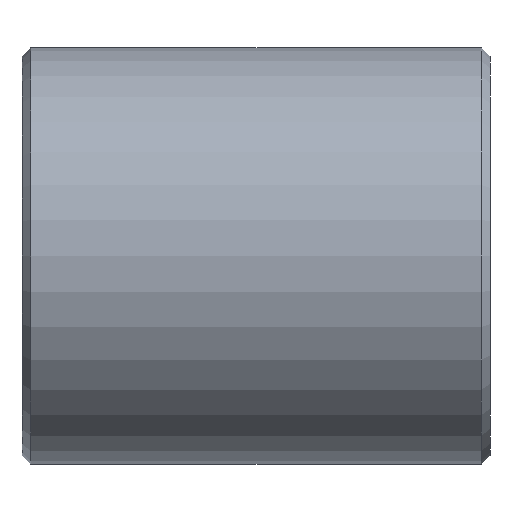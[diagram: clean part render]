
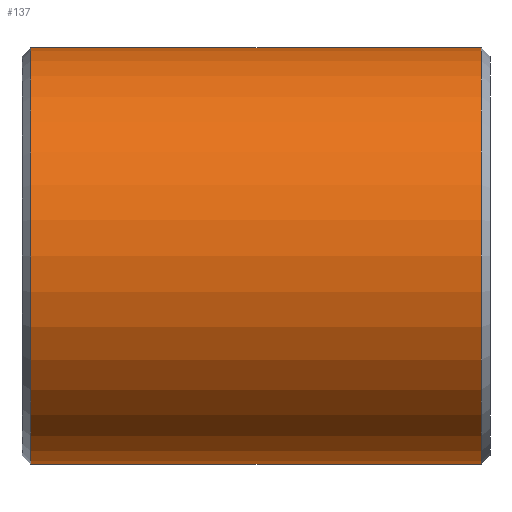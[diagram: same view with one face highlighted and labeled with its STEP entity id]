
A CAD part, front view. The second image highlights one B-rep face of the part: STEP entity #137.
In plain terms, the highlighted cylindrical face has radius 12 mm (diameter 24 mm), a partial arc.
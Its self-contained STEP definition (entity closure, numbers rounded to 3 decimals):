
#20 = VERTEX_POINT ( 'NONE', #55 ) ;
#46 = ORIENTED_EDGE ( 'NONE', *, *, #455, .T. ) ;
#55 = CARTESIAN_POINT ( 'NONE',  ( -0.5, 0., -12. ) ) ;
#74 = FACE_OUTER_BOUND ( 'NONE', #538, .T. ) ;
#80 = DIRECTION ( 'NONE',  ( -1., 0., 0. ) ) ;
#106 = CARTESIAN_POINT ( 'NONE',  ( -27., 0., -12. ) ) ;
#137 = ADVANCED_FACE ( 'NONE', ( #74 ), #167, .T. ) ;
#147 = CARTESIAN_POINT ( 'NONE',  ( -26.5, 0., 12. ) ) ;
#157 = CARTESIAN_POINT ( 'NONE',  ( -0.5, 0., 0. ) ) ;
#159 = EDGE_CURVE ( 'NONE', #226, #465, #393, .T. ) ;
#167 = CYLINDRICAL_SURFACE ( 'NONE', #402, 12. ) ;
#200 = VERTEX_POINT ( 'NONE', #457 ) ;
#202 = DIRECTION ( 'NONE',  ( 1., 0., 0. ) ) ;
#204 = EDGE_CURVE ( 'NONE', #200, #20, #456, .T. ) ;
#215 = CARTESIAN_POINT ( 'NONE',  ( -27., 0., 0. ) ) ;
#219 = AXIS2_PLACEMENT_3D ( 'NONE', #157, #80, #464 ) ;
#223 = DIRECTION ( 'NONE',  ( 1., 0., 0. ) ) ;
#226 = VERTEX_POINT ( 'NONE', #147 ) ;
#242 = CIRCLE ( 'NONE', #503, 12. ) ;
#275 = ORIENTED_EDGE ( 'NONE', *, *, #534, .T. ) ;
#277 = DIRECTION ( 'NONE',  ( 1., 0., 0. ) ) ;
#294 = CARTESIAN_POINT ( 'NONE',  ( -26.5, 0., 0. ) ) ;
#295 = CIRCLE ( 'NONE', #219, 12. ) ;
#363 = DIRECTION ( 'NONE',  ( 1., 0., 0. ) ) ;
#365 = DIRECTION ( 'NONE',  ( 0., 0., -1. ) ) ;
#367 = VECTOR ( 'NONE', #363, 1000. ) ;
#393 = LINE ( 'NONE', #520, #367 ) ;
#402 = AXIS2_PLACEMENT_3D ( 'NONE', #215, #223, #365 ) ;
#408 = ORIENTED_EDGE ( 'NONE', *, *, #204, .T. ) ;
#455 = EDGE_CURVE ( 'NONE', #20, #465, #295, .T. ) ;
#456 = LINE ( 'NONE', #106, #542 ) ;
#457 = CARTESIAN_POINT ( 'NONE',  ( -26.5, 0., -12. ) ) ;
#464 = DIRECTION ( 'NONE',  ( 0., 0., -1. ) ) ;
#465 = VERTEX_POINT ( 'NONE', #550 ) ;
#473 = ORIENTED_EDGE ( 'NONE', *, *, #159, .F. ) ;
#503 = AXIS2_PLACEMENT_3D ( 'NONE', #294, #202, #552 ) ;
#520 = CARTESIAN_POINT ( 'NONE',  ( -27., 0., 12. ) ) ;
#534 = EDGE_CURVE ( 'NONE', #226, #200, #242, .T. ) ;
#538 = EDGE_LOOP ( 'NONE', ( #473, #275, #408, #46 ) ) ;
#542 = VECTOR ( 'NONE', #277, 1000. ) ;
#550 = CARTESIAN_POINT ( 'NONE',  ( -0.5, 0., 12. ) ) ;
#552 = DIRECTION ( 'NONE',  ( 0., 0., -1. ) ) ;
